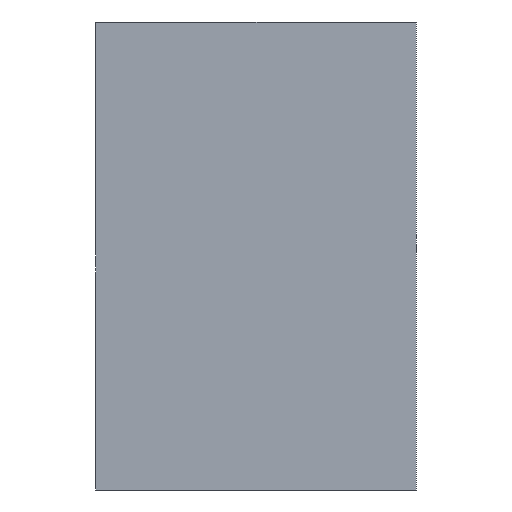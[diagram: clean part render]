
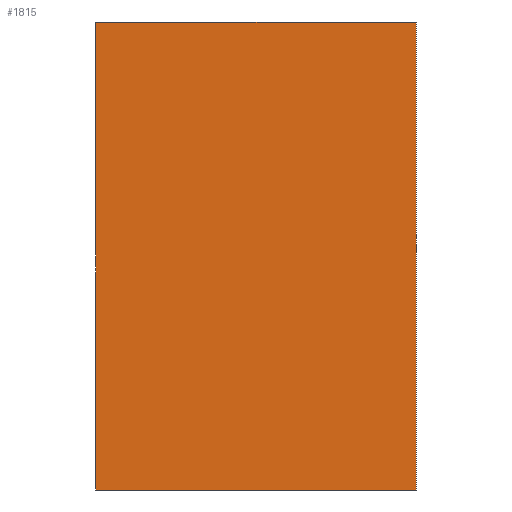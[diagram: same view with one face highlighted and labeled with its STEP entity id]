
A CAD part, left-side view. The second image highlights one B-rep face of the part: STEP entity #1815.
In plain terms, the highlighted planar face has unit normal (-1, 0, 0).
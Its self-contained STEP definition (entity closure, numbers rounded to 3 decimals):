
#127=ORIENTED_EDGE('',*,*,#487,.F.);
#128=ORIENTED_EDGE('',*,*,#488,.F.);
#129=ORIENTED_EDGE('',*,*,#448,.T.);
#130=ORIENTED_EDGE('',*,*,#489,.T.);
#448=EDGE_CURVE('',#628,#629,#756,.T.);
#487=EDGE_CURVE('',#667,#668,#786,.T.);
#488=EDGE_CURVE('',#628,#667,#787,.T.);
#489=EDGE_CURVE('',#629,#668,#788,.T.);
#628=VERTEX_POINT('',#2306);
#629=VERTEX_POINT('',#2307);
#667=VERTEX_POINT('',#2470);
#668=VERTEX_POINT('',#2471);
#756=LINE('',#2305,#908);
#786=LINE('',#2469,#938);
#787=LINE('',#2472,#939);
#788=LINE('',#2473,#940);
#908=VECTOR('',#1989,1000.);
#938=VECTOR('',#2021,1000.);
#939=VECTOR('',#2022,1000.);
#940=VECTOR('',#2023,1000.);
#1049=EDGE_LOOP('',(#127,#128,#129,#130));
#1141=FACE_BOUND('',#1049,.T.);
#1231=PLANE('',#1895);
#1815=ADVANCED_FACE('',(#1141),#1231,.T.);
#1895=AXIS2_PLACEMENT_3D('',#2468,#2019,#2020);
#1989=DIRECTION('',(0.,1.,0.));
#2019=DIRECTION('',(-1.,0.,0.));
#2020=DIRECTION('',(0.,0.,1.));
#2021=DIRECTION('',(0.,1.,0.));
#2022=DIRECTION('',(0.,0.,-1.));
#2023=DIRECTION('',(0.,0.,-1.));
#2305=CARTESIAN_POINT('',(-45.,-13.5,20.));
#2306=CARTESIAN_POINT('',(-45.,-13.9,20.));
#2307=CARTESIAN_POINT('',(-45.,13.5,20.));
#2468=CARTESIAN_POINT('',(-45.,-13.5,20.));
#2469=CARTESIAN_POINT('',(-45.,-13.5,-20.));
#2470=CARTESIAN_POINT('',(-45.,-13.9,-20.));
#2471=CARTESIAN_POINT('',(-45.,13.5,-20.));
#2472=CARTESIAN_POINT('',(-45.,-13.9,20.));
#2473=CARTESIAN_POINT('',(-45.,13.5,20.));
